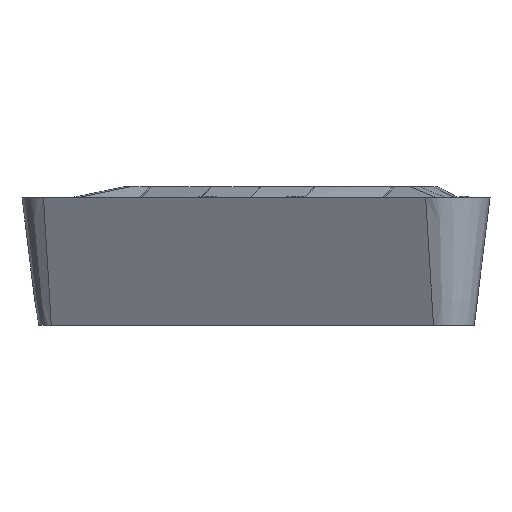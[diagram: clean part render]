
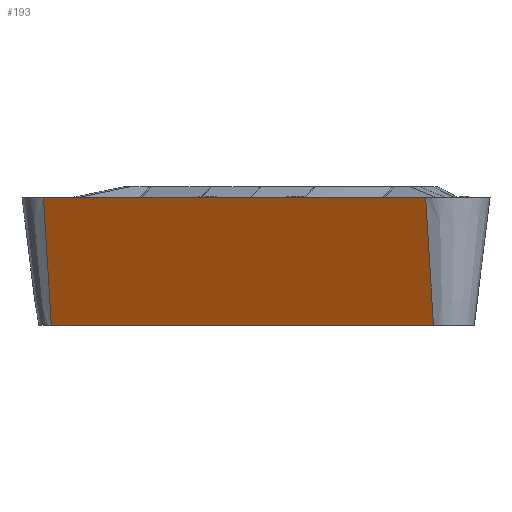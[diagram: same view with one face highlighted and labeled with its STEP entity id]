
A CAD part, left-side view. The second image highlights one B-rep face of the part: STEP entity #193.
In plain terms, the highlighted planar face has unit normal (-0.86, 0.496, -0.122).
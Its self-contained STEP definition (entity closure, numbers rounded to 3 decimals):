
#99=PLANE('',#1455);
#119=FACE_OUTER_BOUND('',#337,.T.);
#193=ADVANCED_FACE('',(#119),#99,.T.);
#337=EDGE_LOOP('',(#635,#636,#637,#638,#639,#640,#641,#642,#643));
#422=B_SPLINE_CURVE_WITH_KNOTS('',3,(#1857,#1858,#1859,#1860),
 .UNSPECIFIED.,.F.,.F.,(4,4),(0.,1.),.UNSPECIFIED.);
#423=B_SPLINE_CURVE_WITH_KNOTS('',3,(#1862,#1863,#1864,#1865),
 .UNSPECIFIED.,.F.,.F.,(4,4),(0.,1.),.UNSPECIFIED.);
#424=B_SPLINE_CURVE_WITH_KNOTS('',3,(#1867,#1868,#1869,#1870),
 .UNSPECIFIED.,.F.,.F.,(4,4),(0.,1.),.UNSPECIFIED.);
#425=B_SPLINE_CURVE_WITH_KNOTS('',3,(#1872,#1873,#1874,#1875),
 .UNSPECIFIED.,.F.,.F.,(4,4),(0.,1.),.UNSPECIFIED.);
#426=B_SPLINE_CURVE_WITH_KNOTS('',3,(#1877,#1878,#1879,#1880),
 .UNSPECIFIED.,.F.,.F.,(4,4),(0.,1.),.UNSPECIFIED.);
#427=B_SPLINE_CURVE_WITH_KNOTS('',3,(#1882,#1883,#1884,#1885),
 .UNSPECIFIED.,.F.,.F.,(4,4),(0.,1.),.UNSPECIFIED.);
#635=ORIENTED_EDGE('',*,*,#1136,.T.);
#636=ORIENTED_EDGE('',*,*,#1227,.F.);
#637=ORIENTED_EDGE('',*,*,#1151,.F.);
#638=ORIENTED_EDGE('',*,*,#1150,.F.);
#639=ORIENTED_EDGE('',*,*,#1149,.F.);
#640=ORIENTED_EDGE('',*,*,#1148,.F.);
#641=ORIENTED_EDGE('',*,*,#1147,.F.);
#642=ORIENTED_EDGE('',*,*,#1146,.F.);
#643=ORIENTED_EDGE('',*,*,#1226,.T.);
#985=VERTEX_POINT('',#1799);
#986=VERTEX_POINT('',#1801);
#995=VERTEX_POINT('',#1856);
#996=VERTEX_POINT('',#1861);
#997=VERTEX_POINT('',#1866);
#998=VERTEX_POINT('',#1871);
#999=VERTEX_POINT('',#1876);
#1000=VERTEX_POINT('',#1881);
#1001=VERTEX_POINT('',#1886);
#1136=EDGE_CURVE('',#986,#985,#1357,.T.);
#1146=EDGE_CURVE('',#995,#996,#422,.T.);
#1147=EDGE_CURVE('',#996,#997,#423,.T.);
#1148=EDGE_CURVE('',#997,#998,#424,.T.);
#1149=EDGE_CURVE('',#998,#999,#425,.T.);
#1150=EDGE_CURVE('',#999,#1000,#426,.T.);
#1151=EDGE_CURVE('',#1000,#1001,#427,.T.);
#1226=EDGE_CURVE('',#995,#986,#1372,.T.);
#1227=EDGE_CURVE('',#1001,#985,#1373,.T.);
#1357=LINE('',#1800,#1402);
#1372=LINE('',#2592,#1417);
#1373=LINE('',#2594,#1418);
#1402=VECTOR('',#1549,1.);
#1417=VECTOR('',#1578,1.);
#1418=VECTOR('',#1581,1.);
#1455=AXIS2_PLACEMENT_3D('',#2595,#1582,#1583);
#1549=DIRECTION('',(-0.5,-0.866,0.));
#1578=DIRECTION('',(0.106,-0.061,-0.993));
#1581=DIRECTION('',(0.106,-0.061,-0.993));
#1582=DIRECTION('',(-0.86,0.496,-0.122));
#1583=DIRECTION('',(-0.5,-0.866,0.));
#1799=CARTESIAN_POINT('',(-4.553,-2.121,-2.58));
#1800=CARTESIAN_POINT('',(-4.553,-2.121,-2.58));
#1801=CARTESIAN_POINT('',(-0.44,5.004,-2.58));
#1856=CARTESIAN_POINT('',(-0.693,5.15,-0.2));
#1857=CARTESIAN_POINT('',(-0.693,5.15,-0.2));
#1858=CARTESIAN_POINT('',(-0.943,4.717,-0.2));
#1859=CARTESIAN_POINT('',(-1.193,4.284,-0.2));
#1860=CARTESIAN_POINT('',(-1.443,3.851,-0.2));
#1861=CARTESIAN_POINT('',(-1.443,3.851,-0.2));
#1862=CARTESIAN_POINT('',(-1.443,3.851,-0.2));
#1863=CARTESIAN_POINT('',(-1.693,3.418,-0.2));
#1864=CARTESIAN_POINT('',(-1.943,2.985,-0.2));
#1865=CARTESIAN_POINT('',(-2.193,2.552,-0.2));
#1866=CARTESIAN_POINT('',(-2.193,2.552,-0.2));
#1867=CARTESIAN_POINT('',(-2.193,2.552,-0.2));
#1868=CARTESIAN_POINT('',(-2.378,2.23,-0.2));
#1869=CARTESIAN_POINT('',(-2.564,1.909,-0.2));
#1870=CARTESIAN_POINT('',(-2.75,1.588,-0.2));
#1871=CARTESIAN_POINT('',(-2.75,1.588,-0.2));
#1872=CARTESIAN_POINT('',(-2.75,1.588,-0.2));
#1873=CARTESIAN_POINT('',(-2.935,1.266,-0.2));
#1874=CARTESIAN_POINT('',(-3.121,0.945,-0.2));
#1875=CARTESIAN_POINT('',(-3.306,0.623,-0.2));
#1876=CARTESIAN_POINT('',(-3.306,0.623,-0.2));
#1877=CARTESIAN_POINT('',(-3.306,0.623,-0.2));
#1878=CARTESIAN_POINT('',(-3.556,0.19,-0.2));
#1879=CARTESIAN_POINT('',(-3.806,-0.243,-0.2));
#1880=CARTESIAN_POINT('',(-4.056,-0.676,-0.2));
#1881=CARTESIAN_POINT('',(-4.056,-0.676,-0.2));
#1882=CARTESIAN_POINT('',(-4.056,-0.676,-0.2));
#1883=CARTESIAN_POINT('',(-4.306,-1.109,-0.2));
#1884=CARTESIAN_POINT('',(-4.556,-1.542,-0.2));
#1885=CARTESIAN_POINT('',(-4.806,-1.975,-0.2));
#1886=CARTESIAN_POINT('',(-4.806,-1.975,-0.2));
#2592=CARTESIAN_POINT('',(-0.693,5.15,-0.2));
#2594=CARTESIAN_POINT('',(-4.806,-1.975,-0.2));
#2595=CARTESIAN_POINT('',(-4.806,-1.975,-0.2));
